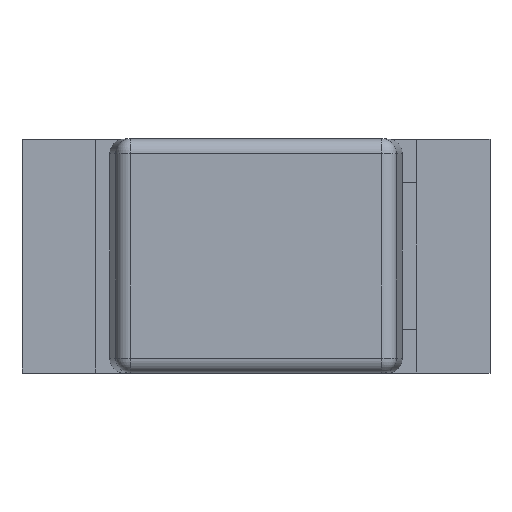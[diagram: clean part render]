
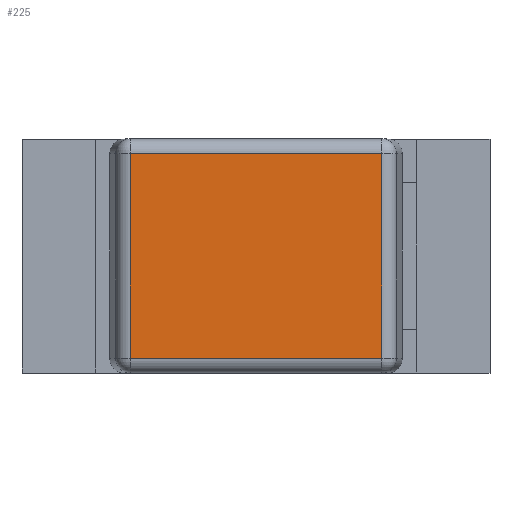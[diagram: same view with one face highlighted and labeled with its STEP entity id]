
A CAD part, top view. The second image highlights one B-rep face of the part: STEP entity #225.
In plain terms, the highlighted planar face has unit normal (0, 0, 1).
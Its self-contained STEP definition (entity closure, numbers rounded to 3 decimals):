
#225=ADVANCED_FACE('',(#477),#479,.T.);
#477=FACE_BOUND('',#478,.T.);
#478=EDGE_LOOP('',(#675,#676,#677,#678));
#479=PLANE('',#480);
#480=AXIS2_PLACEMENT_3D('',#481,#482,#483);
#481=CARTESIAN_POINT('',(0.,0.,0.75));
#482=DIRECTION('',(0.,0.,1.));
#483=DIRECTION('',(1.,0.,0.));
#675=ORIENTED_EDGE('',*,*,#789,.T.);
#676=ORIENTED_EDGE('',*,*,#790,.T.);
#677=ORIENTED_EDGE('',*,*,#791,.T.);
#678=ORIENTED_EDGE('',*,*,#792,.T.);
#789=EDGE_CURVE('',#913,#914,#915,.T.);
#790=EDGE_CURVE('',#914,#916,#917,.T.);
#791=EDGE_CURVE('',#916,#918,#919,.T.);
#792=EDGE_CURVE('',#918,#913,#920,.T.);
#913=VERTEX_POINT('',#1157);
#914=VERTEX_POINT('',#1158);
#915=LINE('',#1159,#1160);
#916=VERTEX_POINT('',#1162);
#917=LINE('',#1163,#1164);
#918=VERTEX_POINT('',#1166);
#919=LINE('',#1167,#1168);
#920=LINE('',#1170,#1171);
#1157=CARTESIAN_POINT('',(-0.86,-0.7,0.75));
#1158=CARTESIAN_POINT('',(0.86,-0.7,0.75));
#1159=CARTESIAN_POINT('',(-0.86,-0.7,0.75));
#1160=VECTOR('',#1161,1.);
#1161=DIRECTION('',(1.,0.,0.));
#1162=CARTESIAN_POINT('',(0.86,0.7,0.75));
#1163=CARTESIAN_POINT('',(0.86,-0.7,0.75));
#1164=VECTOR('',#1165,1.);
#1165=DIRECTION('',(0.,1.,0.));
#1166=CARTESIAN_POINT('',(-0.86,0.7,0.75));
#1167=CARTESIAN_POINT('',(0.86,0.7,0.75));
#1168=VECTOR('',#1169,1.);
#1169=DIRECTION('',(-1.,0.,0.));
#1170=CARTESIAN_POINT('',(-0.86,0.7,0.75));
#1171=VECTOR('',#1172,1.);
#1172=DIRECTION('',(0.,-1.,0.));
